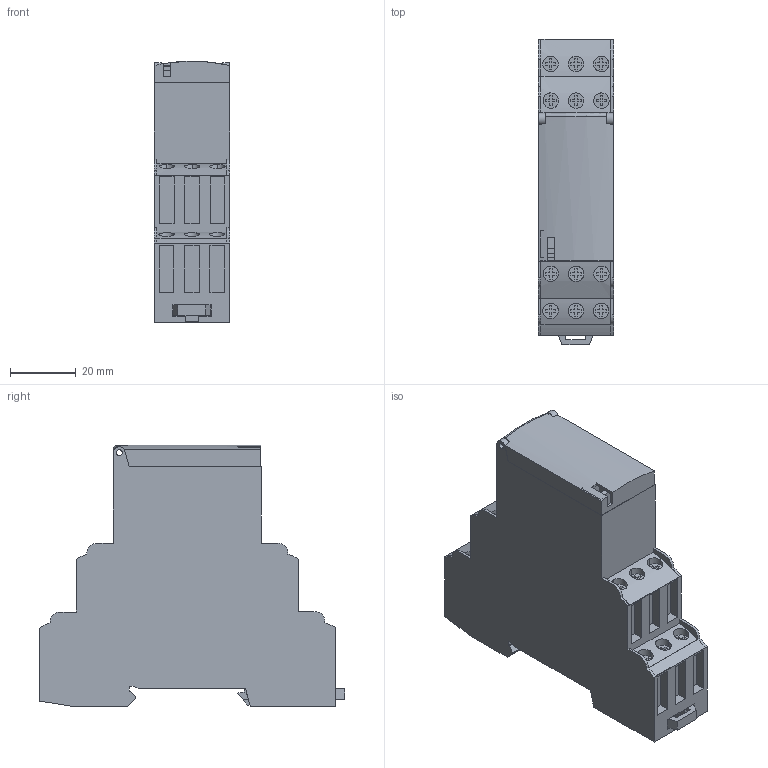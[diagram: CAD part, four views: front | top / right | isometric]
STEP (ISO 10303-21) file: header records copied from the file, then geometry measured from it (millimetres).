
FILE_DESCRIPTION((''),'2;1');
FILE_NAME('RE22R2AMR-3D','2021-01-11T15:28:58',('SESA231899'),('Schneider-Electric'),'CREO PARAMETRIC BY PTC INC, 2019164','CREO PARAMETRIC BY PTC INC, 2019164','');
FILE_SCHEMA(('AP242_MANAGED_MODEL_BASED_3D_ENGINEERING_MIM_LF { 1 0 10303 442 1 1 4 }'));
Length unit declared in the file: millimetre
Products named in the file (1): RE22R2AMR-3D
Bounding box: 22.9 x 92.8 x 79.5 mm (x, y, z)
Volume: 110772.5 mm3; surface area: 20961.7 mm2
Topology: 1 solids, 1 shells, 399 faces, 1064 edges, 704 vertices
Faces by surface type: plane 347, cylinder 50, torus 1, extrusion 1
Entity records: 43576 total; most frequent: CARTESIAN_POINT 29315, ORIENTED_EDGE 2128, DIRECTION 2008, PRESENTATION_STYLE_ASSIGNMENT 1091, STYLED_ITEM 1089, CURVE_STYLE 1079, EDGE_CURVE 1064, VECTOR 958
